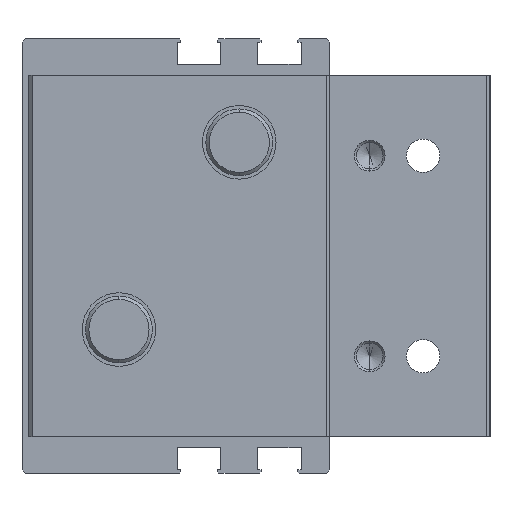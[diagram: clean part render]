
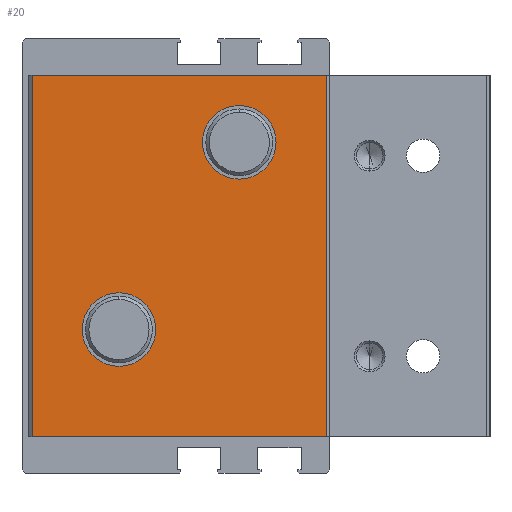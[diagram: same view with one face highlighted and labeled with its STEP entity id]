
A CAD part, left-side view. The second image highlights one B-rep face of the part: STEP entity #20.
In plain terms, the highlighted face is planar.
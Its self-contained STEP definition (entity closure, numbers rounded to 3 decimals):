
#5 = ORIENTED_EDGE ( 'NONE', *, *, #36, .F. ) ;
#6 = EDGE_LOOP ( 'NONE', ( #5, #30 ) ) ;
#12 = EDGE_CURVE ( 'NONE', #1650, #1729, #1982, .T. ) ;
#13 = EDGE_LOOP ( 'NONE', ( #15, #14 ) ) ;
#14 = ORIENTED_EDGE ( 'NONE', *, *, #1731, .F. ) ;
#15 = ORIENTED_EDGE ( 'NONE', *, *, #12, .F. ) ;
#18 = VERTEX_POINT ( 'NONE', #1973 ) ;
#19 = ORIENTED_EDGE ( 'NONE', *, *, #24, .T. ) ;
#20 = ADVANCED_FACE ( 'NONE', ( #1972, #1971, #1970 ), #1969, .F. ) ;
#24 = EDGE_CURVE ( 'NONE', #18, #154, #2027, .T. ) ;
#26 = EDGE_CURVE ( 'NONE', #18, #28, #2017, .T. ) ;
#27 = ORIENTED_EDGE ( 'NONE', *, *, #26, .F. ) ;
#28 = VERTEX_POINT ( 'NONE', #2013 ) ;
#29 = EDGE_CURVE ( 'NONE', #28, #37, #2012, .T. ) ;
#30 = ORIENTED_EDGE ( 'NONE', *, *, #1713, .F. ) ;
#33 = EDGE_LOOP ( 'NONE', ( #34, #38, #27, #19 ) ) ;
#34 = ORIENTED_EDGE ( 'NONE', *, *, #39, .T. ) ;
#36 = EDGE_CURVE ( 'NONE', #1714, #1711, #2004, .T. ) ;
#37 = VERTEX_POINT ( 'NONE', #1999 ) ;
#38 = ORIENTED_EDGE ( 'NONE', *, *, #29, .F. ) ;
#39 = EDGE_CURVE ( 'NONE', #154, #37, #1998, .T. ) ;
#154 = VERTEX_POINT ( 'NONE', #2391 ) ;
#1650 = VERTEX_POINT ( 'NONE', #5087 ) ;
#1711 = VERTEX_POINT ( 'NONE', #5227 ) ;
#1713 = EDGE_CURVE ( 'NONE', #1711, #1714, #5226, .T. ) ;
#1714 = VERTEX_POINT ( 'NONE', #5221 ) ;
#1729 = VERTEX_POINT ( 'NONE', #5253 ) ;
#1731 = EDGE_CURVE ( 'NONE', #1729, #1650, #5252, .T. ) ;
#1965 = DIRECTION ( 'NONE',  ( 0., -1., 0. ) ) ;
#1966 = DIRECTION ( 'NONE',  ( -1., 0., 0. ) ) ;
#1967 = CARTESIAN_POINT ( 'NONE',  ( 17., 68.5, 27. ) ) ;
#1968 = AXIS2_PLACEMENT_3D ( 'NONE', #1967, #1966, #1965 ) ;
#1969 = PLANE ( 'NONE',  #1968 ) ;
#1970 = FACE_OUTER_BOUND ( 'NONE', #33, .T. ) ;
#1971 = FACE_BOUND ( 'NONE', #6, .T. ) ;
#1972 = FACE_BOUND ( 'NONE', #13, .T. ) ;
#1973 = CARTESIAN_POINT ( 'NONE',  ( 17., 24.5, 27. ) ) ;
#1978 = DIRECTION ( 'NONE',  ( 0., 1., 0. ) ) ;
#1979 = DIRECTION ( 'NONE',  ( 1., 0., 0. ) ) ;
#1980 = CARTESIAN_POINT ( 'NONE',  ( 17., 37.5, -17. ) ) ;
#1981 = AXIS2_PLACEMENT_3D ( 'NONE', #1980, #1979, #1978 ) ;
#1982 = CIRCLE ( 'NONE', #1981, 5.5 ) ;
#1997 = CARTESIAN_POINT ( 'NONE',  ( 17., 68.5, -27. ) ) ;
#1998 = LINE ( 'NONE', #1997, #2062 ) ;
#1999 = CARTESIAN_POINT ( 'NONE',  ( 17., 68.5, -27. ) ) ;
#2000 = DIRECTION ( 'NONE',  ( 0., 1., 0. ) ) ;
#2001 = DIRECTION ( 'NONE',  ( 1., 0., 0. ) ) ;
#2002 = CARTESIAN_POINT ( 'NONE',  ( 17., 55.5, 11. ) ) ;
#2003 = AXIS2_PLACEMENT_3D ( 'NONE', #2002, #2001, #2000 ) ;
#2004 = CIRCLE ( 'NONE', #2003, 5.5 ) ;
#2009 = DIRECTION ( 'NONE',  ( 0., 0., -1. ) ) ;
#2010 = VECTOR ( 'NONE', #2009, 1000. ) ;
#2011 = CARTESIAN_POINT ( 'NONE',  ( 17., 68.5, 27. ) ) ;
#2012 = LINE ( 'NONE', #2011, #2010 ) ;
#2013 = CARTESIAN_POINT ( 'NONE',  ( 17., 68.5, 27. ) ) ;
#2014 = DIRECTION ( 'NONE',  ( 0., 1., 0. ) ) ;
#2015 = VECTOR ( 'NONE', #2014, 1000. ) ;
#2016 = CARTESIAN_POINT ( 'NONE',  ( 17., 68.5, 27. ) ) ;
#2017 = LINE ( 'NONE', #2016, #2015 ) ;
#2024 = DIRECTION ( 'NONE',  ( 0., 0., -1. ) ) ;
#2025 = VECTOR ( 'NONE', #2024, 1000. ) ;
#2026 = CARTESIAN_POINT ( 'NONE',  ( 17., 24.5, 27. ) ) ;
#2027 = LINE ( 'NONE', #2026, #2025 ) ;
#2061 = DIRECTION ( 'NONE',  ( 0., 1., 0. ) ) ;
#2062 = VECTOR ( 'NONE', #2061, 1000. ) ;
#2391 = CARTESIAN_POINT ( 'NONE',  ( 17., 24.5, -27. ) ) ;
#5087 = CARTESIAN_POINT ( 'NONE',  ( 17., 43., -17. ) ) ;
#5221 = CARTESIAN_POINT ( 'NONE',  ( 17., 61., 11. ) ) ;
#5222 = DIRECTION ( 'NONE',  ( 0., 1., 0. ) ) ;
#5223 = DIRECTION ( 'NONE',  ( 1., 0., 0. ) ) ;
#5224 = CARTESIAN_POINT ( 'NONE',  ( 17., 55.5, 11. ) ) ;
#5225 = AXIS2_PLACEMENT_3D ( 'NONE', #5224, #5223, #5222 ) ;
#5226 = CIRCLE ( 'NONE', #5225, 5.5 ) ;
#5227 = CARTESIAN_POINT ( 'NONE',  ( 17., 50., 11. ) ) ;
#5248 = DIRECTION ( 'NONE',  ( 0., 1., 0. ) ) ;
#5249 = DIRECTION ( 'NONE',  ( 1., 0., 0. ) ) ;
#5250 = CARTESIAN_POINT ( 'NONE',  ( 17., 37.5, -17. ) ) ;
#5251 = AXIS2_PLACEMENT_3D ( 'NONE', #5250, #5249, #5248 ) ;
#5252 = CIRCLE ( 'NONE', #5251, 5.5 ) ;
#5253 = CARTESIAN_POINT ( 'NONE',  ( 17., 32., -17. ) ) ;
